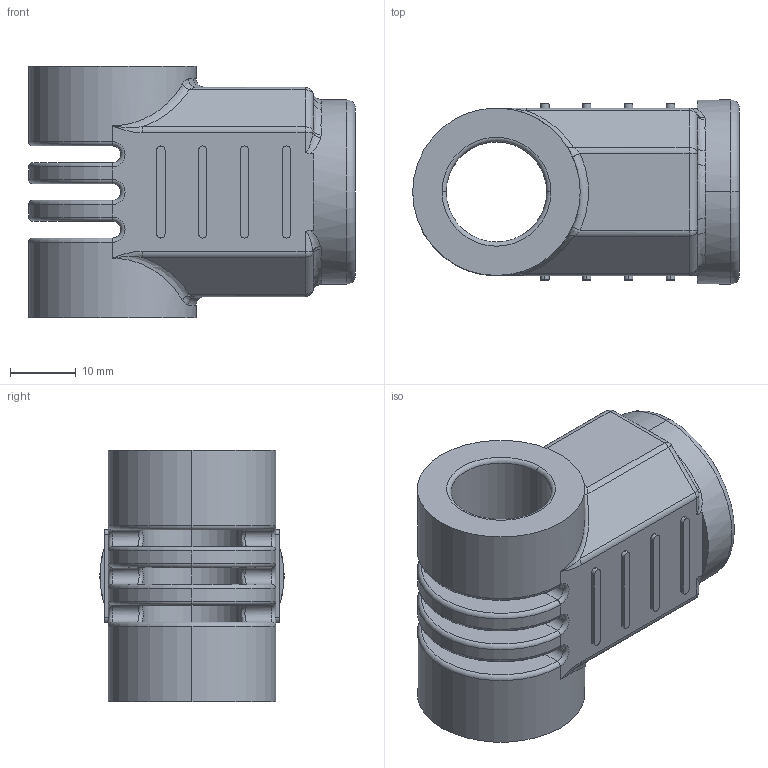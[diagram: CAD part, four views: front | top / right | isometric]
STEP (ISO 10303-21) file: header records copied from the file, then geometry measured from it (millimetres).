
FILE_DESCRIPTION((''),'2;1');
FILE_NAME('SM_SROBOT_WRIST','2021-08-20T',('Home'),(''),'CREO PARAMETRIC BY PTC INC, 2014350','CREO PARAMETRIC BY PTC INC, 2014350','');
FILE_SCHEMA(('CONFIG_CONTROL_DESIGN'));
Length unit declared in the file: millimetre
Products named in the file (1): SM_SROBOT_WRIST
Bounding box: 49.53 x 27.94 x 38.1 mm (x, y, z)
Volume: 19298 mm3; surface area: 11616.5 mm2
Topology: 1 solids, 2 shells, 199 faces, 500 edges, 296 vertices
Faces by surface type: cylinder 63, plane 57, torus 39, bspline 32, sphere 8
Entity records: 9100 total; most frequent: CARTESIAN_POINT 4460, ORIENTED_EDGE 976, DIRECTION 965, EDGE_CURVE 488, AXIS2_PLACEMENT_3D 400, VERTEX_POINT 296, CIRCLE 233, EDGE_LOOP 210
